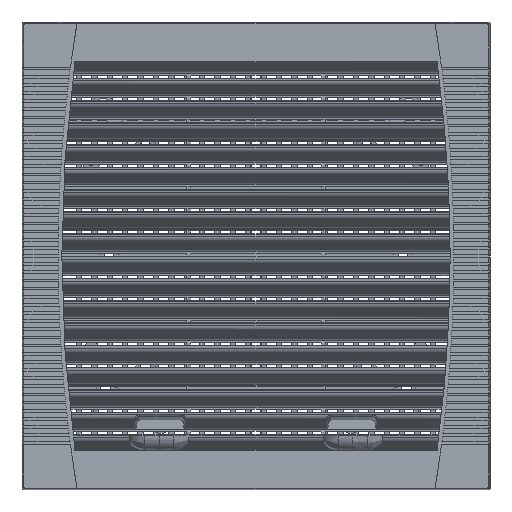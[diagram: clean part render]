
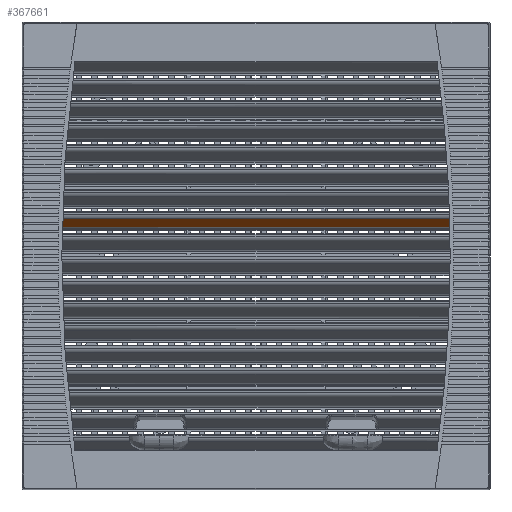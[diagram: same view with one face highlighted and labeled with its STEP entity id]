
A CAD part, top view. The second image highlights one B-rep face of the part: STEP entity #367661.
In plain terms, the highlighted planar face has unit normal (0, -0.796, 0.605).
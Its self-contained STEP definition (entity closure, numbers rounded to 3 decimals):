
#263091 = CYLINDRICAL_SURFACE('',#263092,797.454);
#263092 = AXIS2_PLACEMENT_3D('',#263093,#263094,#263095);
#263093 = CARTESIAN_POINT('',(-690.204,-9.5,10.7));
#263094 = DIRECTION('',(0.,0.,-1.));
#263095 = DIRECTION('',(1.,-0.,0.));
#264438 = CYLINDRICAL_SURFACE('',#264439,797.454);
#264439 = AXIS2_PLACEMENT_3D('',#264440,#264441,#264442);
#264440 = CARTESIAN_POINT('',(690.204,-9.5,10.7));
#264441 = DIRECTION('',(0.,0.,-1.));
#264442 = DIRECTION('',(1.,-0.,0.));
#274660 = VERTEX_POINT('',#274661);
#274661 = CARTESIAN_POINT('',(-106.984,11.093,
    8.848));
#274700 = CYLINDRICAL_SURFACE('',#274701,3.5);
#274701 = AXIS2_PLACEMENT_3D('',#274702,#274703,#274704);
#274702 = CARTESIAN_POINT('',(111.5,13.88,6.731));
#274703 = DIRECTION('',(-1.,0.,0.));
#274704 = DIRECTION('',(0.,1.,0.));
#274734 = EDGE_CURVE('',#274660,#274735,#274737,.T.);
#274735 = VERTEX_POINT('',#274736);
#274736 = CARTESIAN_POINT('',(-107.087,6.6,
    2.932));
#274737 = SURFACE_CURVE('',#274738,(#274743,#274772),.PCURVE_S1.);
#274738 = B_SPLINE_CURVE_WITH_KNOTS('',3,(#274739,#274740,#274741,
    #274742),.UNSPECIFIED.,.F.,.F.,(4,4),(0.,1.),
  .PIECEWISE_BEZIER_KNOTS.);
#274739 = CARTESIAN_POINT('',(-106.984,11.093,
    8.848));
#274740 = CARTESIAN_POINT('',(-107.023,9.595,
    6.876));
#274741 = CARTESIAN_POINT('',(-107.057,8.098,
    4.904));
#274742 = CARTESIAN_POINT('',(-107.087,6.6,
    2.932));
#274743 = PCURVE('',#264438,#274744);
#274744 = DEFINITIONAL_REPRESENTATION('',(#274745),#274771);
#274745 = B_SPLINE_CURVE_WITH_KNOTS('',3,(#274746,#274747,#274748,
    #274749,#274750,#274751,#274752,#274753,#274754,#274755,#274756,
    #274757,#274758,#274759,#274760,#274761,#274762,#274763,#274764,
    #274765,#274766,#274767,#274768,#274769,#274770),.UNSPECIFIED.,.F.,
  .F.,(4,1,1,1,1,1,1,1,1,1,1,1,1,1,1,1,1,1,1,1,1,1,4),(0.,
    0.045,0.091,0.136,0.182,
    0.227,0.273,0.318,0.364,
    0.409,0.455,0.5,0.545,0.591,
    0.636,0.682,0.727,0.773,
    0.818,0.864,0.909,0.955,1.),
  .QUASI_UNIFORM_KNOTS.);
#274746 = CARTESIAN_POINT('',(3.167,1.852));
#274747 = CARTESIAN_POINT('',(3.167,1.942));
#274748 = CARTESIAN_POINT('',(3.167,2.121));
#274749 = CARTESIAN_POINT('',(3.167,2.39));
#274750 = CARTESIAN_POINT('',(3.167,2.659));
#274751 = CARTESIAN_POINT('',(3.166,2.927));
#274752 = CARTESIAN_POINT('',(3.166,3.196));
#274753 = CARTESIAN_POINT('',(3.166,3.465));
#274754 = CARTESIAN_POINT('',(3.166,3.734));
#274755 = CARTESIAN_POINT('',(3.165,4.003));
#274756 = CARTESIAN_POINT('',(3.165,4.272));
#274757 = CARTESIAN_POINT('',(3.165,4.541));
#274758 = CARTESIAN_POINT('',(3.165,4.81));
#274759 = CARTESIAN_POINT('',(3.164,5.079));
#274760 = CARTESIAN_POINT('',(3.164,5.347));
#274761 = CARTESIAN_POINT('',(3.164,5.616));
#274762 = CARTESIAN_POINT('',(3.164,5.885));
#274763 = CARTESIAN_POINT('',(3.163,6.154));
#274764 = CARTESIAN_POINT('',(3.163,6.423));
#274765 = CARTESIAN_POINT('',(3.163,6.692));
#274766 = CARTESIAN_POINT('',(3.163,6.961));
#274767 = CARTESIAN_POINT('',(3.162,7.23));
#274768 = CARTESIAN_POINT('',(3.162,7.499));
#274769 = CARTESIAN_POINT('',(3.162,7.678));
#274770 = CARTESIAN_POINT('',(3.162,7.768));
#274771 = ( GEOMETRIC_REPRESENTATION_CONTEXT(2) 
PARAMETRIC_REPRESENTATION_CONTEXT() REPRESENTATION_CONTEXT('2D SPACE',''
  ) );
#274772 = PCURVE('',#274773,#274778);
#274773 = PLANE('',#274774);
#274774 = AXIS2_PLACEMENT_3D('',#274775,#274776,#274777);
#274775 = CARTESIAN_POINT('',(111.5,6.6,2.932));
#274776 = DIRECTION('',(0.,-0.796,0.605));
#274777 = DIRECTION('',(-1.,0.,0.));
#274778 = DEFINITIONAL_REPRESENTATION('',(#274779),#274784);
#274779 = B_SPLINE_CURVE_WITH_KNOTS('',3,(#274780,#274781,#274782,
    #274783),.UNSPECIFIED.,.F.,.F.,(4,4),(0.,1.),
  .PIECEWISE_BEZIER_KNOTS.);
#274780 = CARTESIAN_POINT('',(218.484,-7.428));
#274781 = CARTESIAN_POINT('',(218.523,-4.952));
#274782 = CARTESIAN_POINT('',(218.557,-2.476));
#274783 = CARTESIAN_POINT('',(218.587,0.));
#274784 = ( GEOMETRIC_REPRESENTATION_CONTEXT(2) 
PARAMETRIC_REPRESENTATION_CONTEXT() REPRESENTATION_CONTEXT('2D SPACE',''
  ) );
#274825 = CYLINDRICAL_SURFACE('',#274826,2.963);
#274826 = AXIS2_PLACEMENT_3D('',#274827,#274828,#274829);
#274827 = CARTESIAN_POINT('',(111.5,4.241,4.724));
#274828 = DIRECTION('',(-1.,0.,0.));
#274829 = DIRECTION('',(0.,1.,0.));
#352968 = VERTEX_POINT('',#352969);
#352969 = CARTESIAN_POINT('',(107.087,6.6,
    2.932));
#353035 = EDGE_CURVE('',#352968,#353036,#353038,.T.);
#353036 = VERTEX_POINT('',#353037);
#353037 = CARTESIAN_POINT('',(106.984,11.093,
    8.848));
#353038 = SURFACE_CURVE('',#353039,(#353044,#353073),.PCURVE_S1.);
#353039 = B_SPLINE_CURVE_WITH_KNOTS('',3,(#353040,#353041,#353042,
    #353043),.UNSPECIFIED.,.F.,.F.,(4,4),(0.,1.),
  .PIECEWISE_BEZIER_KNOTS.);
#353040 = CARTESIAN_POINT('',(107.087,6.6,
    2.932));
#353041 = CARTESIAN_POINT('',(107.057,8.098,4.904
    ));
#353042 = CARTESIAN_POINT('',(107.023,9.595,6.876
    ));
#353043 = CARTESIAN_POINT('',(106.984,11.093,
    8.848));
#353044 = PCURVE('',#263091,#353045);
#353045 = DEFINITIONAL_REPRESENTATION('',(#353046),#353072);
#353046 = B_SPLINE_CURVE_WITH_KNOTS('',3,(#353047,#353048,#353049,
    #353050,#353051,#353052,#353053,#353054,#353055,#353056,#353057,
    #353058,#353059,#353060,#353061,#353062,#353063,#353064,#353065,
    #353066,#353067,#353068,#353069,#353070,#353071),.UNSPECIFIED.,.F.,
  .F.,(4,1,1,1,1,1,1,1,1,1,1,1,1,1,1,1,1,1,1,1,1,1,4),(0.,
    0.045,0.091,0.136,0.182,
    0.227,0.273,0.318,0.364,
    0.409,0.455,0.5,0.545,0.591,
    0.636,0.682,0.727,0.773,
    0.818,0.864,0.909,0.955,1.),
  .QUASI_UNIFORM_KNOTS.);
#353047 = CARTESIAN_POINT('',(6.263,7.768));
#353048 = CARTESIAN_POINT('',(6.263,7.678));
#353049 = CARTESIAN_POINT('',(6.263,7.499));
#353050 = CARTESIAN_POINT('',(6.262,7.23));
#353051 = CARTESIAN_POINT('',(6.262,6.961));
#353052 = CARTESIAN_POINT('',(6.262,6.692));
#353053 = CARTESIAN_POINT('',(6.262,6.423));
#353054 = CARTESIAN_POINT('',(6.261,6.154));
#353055 = CARTESIAN_POINT('',(6.261,5.885));
#353056 = CARTESIAN_POINT('',(6.261,5.616));
#353057 = CARTESIAN_POINT('',(6.261,5.347));
#353058 = CARTESIAN_POINT('',(6.26,5.079));
#353059 = CARTESIAN_POINT('',(6.26,4.81));
#353060 = CARTESIAN_POINT('',(6.26,4.541));
#353061 = CARTESIAN_POINT('',(6.26,4.272));
#353062 = CARTESIAN_POINT('',(6.259,4.003));
#353063 = CARTESIAN_POINT('',(6.259,3.734));
#353064 = CARTESIAN_POINT('',(6.259,3.465));
#353065 = CARTESIAN_POINT('',(6.259,3.196));
#353066 = CARTESIAN_POINT('',(6.258,2.927));
#353067 = CARTESIAN_POINT('',(6.258,2.659));
#353068 = CARTESIAN_POINT('',(6.258,2.39));
#353069 = CARTESIAN_POINT('',(6.258,2.121));
#353070 = CARTESIAN_POINT('',(6.257,1.942));
#353071 = CARTESIAN_POINT('',(6.257,1.852));
#353072 = ( GEOMETRIC_REPRESENTATION_CONTEXT(2) 
PARAMETRIC_REPRESENTATION_CONTEXT() REPRESENTATION_CONTEXT('2D SPACE',''
  ) );
#353073 = PCURVE('',#274773,#353074);
#353074 = DEFINITIONAL_REPRESENTATION('',(#353075),#353080);
#353075 = B_SPLINE_CURVE_WITH_KNOTS('',3,(#353076,#353077,#353078,
    #353079),.UNSPECIFIED.,.F.,.F.,(4,4),(0.,1.),
  .PIECEWISE_BEZIER_KNOTS.);
#353076 = CARTESIAN_POINT('',(4.413,0.));
#353077 = CARTESIAN_POINT('',(4.443,-2.476));
#353078 = CARTESIAN_POINT('',(4.477,-4.952));
#353079 = CARTESIAN_POINT('',(4.516,-7.428));
#353080 = ( GEOMETRIC_REPRESENTATION_CONTEXT(2) 
PARAMETRIC_REPRESENTATION_CONTEXT() REPRESENTATION_CONTEXT('2D SPACE',''
  ) );
#367638 = EDGE_CURVE('',#353036,#274660,#367639,.T.);
#367639 = SURFACE_CURVE('',#367640,(#367644,#367651),.PCURVE_S1.);
#367640 = LINE('',#367641,#367642);
#367641 = CARTESIAN_POINT('',(106.984,11.093,8.848));
#367642 = VECTOR('',#367643,1.);
#367643 = DIRECTION('',(-1.,0.,0.));
#367644 = PCURVE('',#274700,#367645);
#367645 = DEFINITIONAL_REPRESENTATION('',(#367646),#367650);
#367646 = LINE('',#367647,#367648);
#367647 = CARTESIAN_POINT('',(3.791,4.516));
#367648 = VECTOR('',#367649,1.);
#367649 = DIRECTION('',(0.,1.));
#367650 = ( GEOMETRIC_REPRESENTATION_CONTEXT(2) 
PARAMETRIC_REPRESENTATION_CONTEXT() REPRESENTATION_CONTEXT('2D SPACE',''
  ) );
#367651 = PCURVE('',#274773,#367652);
#367652 = DEFINITIONAL_REPRESENTATION('',(#367653),#367657);
#367653 = LINE('',#367654,#367655);
#367654 = CARTESIAN_POINT('',(4.516,-7.428));
#367655 = VECTOR('',#367656,1.);
#367656 = DIRECTION('',(1.,0.));
#367657 = ( GEOMETRIC_REPRESENTATION_CONTEXT(2) 
PARAMETRIC_REPRESENTATION_CONTEXT() REPRESENTATION_CONTEXT('2D SPACE',''
  ) );
#367661 = ADVANCED_FACE('',(#367662),#274773,.T.);
#367662 = FACE_BOUND('',#367663,.T.);
#367663 = EDGE_LOOP('',(#367664,#367685,#367686,#367687));
#367664 = ORIENTED_EDGE('',*,*,#367665,.T.);
#367665 = EDGE_CURVE('',#274735,#352968,#367666,.T.);
#367666 = SURFACE_CURVE('',#367667,(#367671,#367678),.PCURVE_S1.);
#367667 = LINE('',#367668,#367669);
#367668 = CARTESIAN_POINT('',(-107.087,6.6,
    2.932));
#367669 = VECTOR('',#367670,1.);
#367670 = DIRECTION('',(1.,0.,0.));
#367671 = PCURVE('',#274773,#367672);
#367672 = DEFINITIONAL_REPRESENTATION('',(#367673),#367677);
#367673 = LINE('',#367674,#367675);
#367674 = CARTESIAN_POINT('',(218.587,0.));
#367675 = VECTOR('',#367676,1.);
#367676 = DIRECTION('',(-1.,0.));
#367677 = ( GEOMETRIC_REPRESENTATION_CONTEXT(2) 
PARAMETRIC_REPRESENTATION_CONTEXT() REPRESENTATION_CONTEXT('2D SPACE',''
  ) );
#367678 = PCURVE('',#274825,#367679);
#367679 = DEFINITIONAL_REPRESENTATION('',(#367680),#367684);
#367680 = LINE('',#367681,#367682);
#367681 = CARTESIAN_POINT('',(0.65,218.587));
#367682 = VECTOR('',#367683,1.);
#367683 = DIRECTION('',(0.,-1.));
#367684 = ( GEOMETRIC_REPRESENTATION_CONTEXT(2) 
PARAMETRIC_REPRESENTATION_CONTEXT() REPRESENTATION_CONTEXT('2D SPACE',''
  ) );
#367685 = ORIENTED_EDGE('',*,*,#353035,.T.);
#367686 = ORIENTED_EDGE('',*,*,#367638,.T.);
#367687 = ORIENTED_EDGE('',*,*,#274734,.T.);
